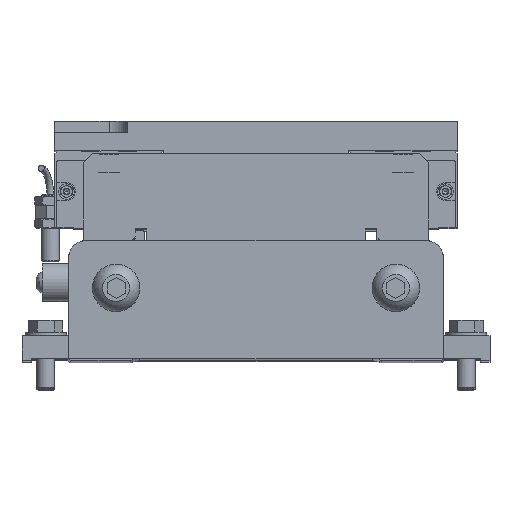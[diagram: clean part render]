
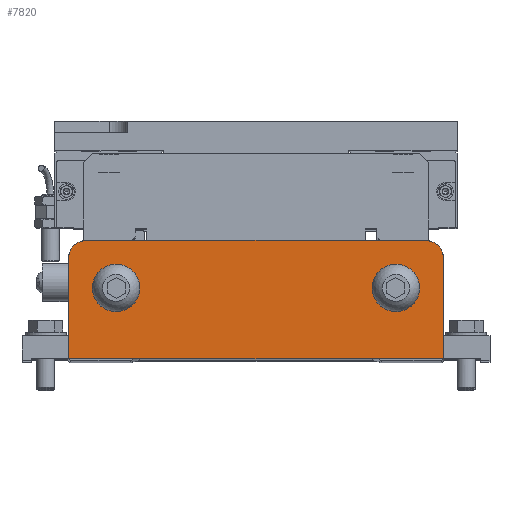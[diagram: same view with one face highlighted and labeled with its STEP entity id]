
A CAD part, top view. The second image highlights one B-rep face of the part: STEP entity #7820.
In plain terms, the highlighted planar face has unit normal (0, 0, 1).
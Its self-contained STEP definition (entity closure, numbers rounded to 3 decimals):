
#7820 = ADVANCED_FACE( '', ( #17062, #17063, #17064 ), #17065, .F. );
#17062 = FACE_BOUND( '', #27595, .T. );
#17063 = FACE_OUTER_BOUND( '', #27596, .T. );
#17064 = FACE_BOUND( '', #27597, .T. );
#17065 = PLANE( '', #27598 );
#27595 = EDGE_LOOP( '', ( #50202 ) );
#27596 = EDGE_LOOP( '', ( #50203, #50204, #50205, #50206, #50207, #50208, #50209, #50210 ) );
#27597 = EDGE_LOOP( '', ( #50211 ) );
#27598 = AXIS2_PLACEMENT_3D( '', #50212, #50213, #50214 );
#50202 = ORIENTED_EDGE( '', *, *, #63776, .F. );
#50203 = ORIENTED_EDGE( '', *, *, #68206, .F. );
#50204 = ORIENTED_EDGE( '', *, *, #68207, .F. );
#50205 = ORIENTED_EDGE( '', *, *, #61230, .F. );
#50206 = ORIENTED_EDGE( '', *, *, #62099, .F. );
#50207 = ORIENTED_EDGE( '', *, *, #67040, .F. );
#50208 = ORIENTED_EDGE( '', *, *, #60383, .F. );
#50209 = ORIENTED_EDGE( '', *, *, #64585, .F. );
#50210 = ORIENTED_EDGE( '', *, *, #61354, .F. );
#50211 = ORIENTED_EDGE( '', *, *, #64761, .F. );
#50212 = CARTESIAN_POINT( '', ( -74.9, 44.9, 337. ) );
#50213 = DIRECTION( '', ( 0., 0., -1. ) );
#50214 = DIRECTION( '', ( 0., 1., 0. ) );
#60383 = EDGE_CURVE( '', #72257, #72258, #72259, .T. );
#61230 = EDGE_CURVE( '', #73721, #73722, #73723, .T. );
#61354 = EDGE_CURVE( '', #73931, #73932, #73933, .T. );
#62099 = EDGE_CURVE( '', #75200, #73721, #75201, .T. );
#63776 = EDGE_CURVE( '', #77846, #77846, #77847, .F. );
#64585 = EDGE_CURVE( '', #73932, #72257, #79095, .T. );
#64761 = EDGE_CURVE( '', #79352, #79352, #79353, .F. );
#67040 = EDGE_CURVE( '', #72258, #75200, #82540, .T. );
#68206 = EDGE_CURVE( '', #84053, #73931, #84054, .T. );
#68207 = EDGE_CURVE( '', #73722, #84053, #84055, .T. );
#72257 = VERTEX_POINT( '', #89491 );
#72258 = VERTEX_POINT( '', #89492 );
#72259 = LINE( '', #89493, #89494 );
#73721 = VERTEX_POINT( '', #91820 );
#73722 = VERTEX_POINT( '', #91821 );
#73723 = CIRCLE( '', #91822, 1. );
#73931 = VERTEX_POINT( '', #92099 );
#73932 = VERTEX_POINT( '', #92100 );
#73933 = LINE( '', #92101, #92102 );
#75200 = VERTEX_POINT( '', #94155 );
#75201 = LINE( '', #94156, #94157 );
#77846 = VERTEX_POINT( '', #98076 );
#77847 = CIRCLE( '', #98077, 10.5 );
#79095 = CIRCLE( '', #100125, 8. );
#79352 = VERTEX_POINT( '', #100550 );
#79353 = CIRCLE( '', #100551, 10.5 );
#82540 = CIRCLE( '', #105333, 1. );
#84053 = VERTEX_POINT( '', #107684 );
#84054 = CIRCLE( '', #107685, 8. );
#84055 = LINE( '', #107686, #107687 );
#89491 = CARTESIAN_POINT( '', ( 82.9, 44.9, 337. ) );
#89492 = CARTESIAN_POINT( '', ( 82.9, 1.5, 337. ) );
#89493 = CARTESIAN_POINT( '', ( 82.9, 44.9, 337. ) );
#89494 = VECTOR( '', #112134, 1000. );
#91820 = CARTESIAN_POINT( '', ( -81.9, 0.5, 337. ) );
#91821 = CARTESIAN_POINT( '', ( -82.9, 1.5, 337. ) );
#91822 = AXIS2_PLACEMENT_3D( '', #113192, #113193, #113194 );
#92099 = CARTESIAN_POINT( '', ( -74.9, 52.9, 337. ) );
#92100 = CARTESIAN_POINT( '', ( 74.9, 52.9, 337. ) );
#92101 = CARTESIAN_POINT( '', ( -74.9, 52.9, 337. ) );
#92102 = VECTOR( '', #113363, 1000. );
#94155 = CARTESIAN_POINT( '', ( 81.9, 0.5, 337. ) );
#94156 = CARTESIAN_POINT( '', ( 81.9, 0.5, 337. ) );
#94157 = VECTOR( '', #114316, 1000. );
#98076 = CARTESIAN_POINT( '', ( -72.4, 31.9, 337. ) );
#98077 = AXIS2_PLACEMENT_3D( '', #116500, #116501, #116502 );
#100125 = AXIS2_PLACEMENT_3D( '', #117507, #117508, #117509 );
#100550 = CARTESIAN_POINT( '', ( 51.4, 31.9, 337. ) );
#100551 = AXIS2_PLACEMENT_3D( '', #117716, #117717, #117718 );
#105333 = AXIS2_PLACEMENT_3D( '', #120449, #120450, #120451 );
#107684 = CARTESIAN_POINT( '', ( -82.9, 44.9, 337. ) );
#107685 = AXIS2_PLACEMENT_3D( '', #121760, #121761, #121762 );
#107686 = CARTESIAN_POINT( '', ( -82.9, 1.5, 337. ) );
#107687 = VECTOR( '', #121763, 1000. );
#112134 = DIRECTION( '', ( 0., -1., 0. ) );
#113192 = CARTESIAN_POINT( '', ( -81.9, 1.5, 337. ) );
#113193 = DIRECTION( '', ( 0., 0., -1. ) );
#113194 = DIRECTION( '', ( 0., -1., 0. ) );
#113363 = DIRECTION( '', ( 1., 0., 0. ) );
#114316 = DIRECTION( '', ( -1., 0., 0. ) );
#116500 = CARTESIAN_POINT( '', ( -61.9, 31.9, 337. ) );
#116501 = DIRECTION( '', ( 0., 0., -1. ) );
#116502 = DIRECTION( '', ( -1., 0., 0. ) );
#117507 = CARTESIAN_POINT( '', ( 74.9, 44.9, 337. ) );
#117508 = DIRECTION( '', ( 0., 0., -1. ) );
#117509 = DIRECTION( '', ( 0., 1., 0. ) );
#117716 = CARTESIAN_POINT( '', ( 61.9, 31.9, 337. ) );
#117717 = DIRECTION( '', ( 0., 0., -1. ) );
#117718 = DIRECTION( '', ( -1., 0., 0. ) );
#120449 = CARTESIAN_POINT( '', ( 81.9, 1.5, 337. ) );
#120450 = DIRECTION( '', ( 0., 0., -1. ) );
#120451 = DIRECTION( '', ( 1., 0., 0. ) );
#121760 = CARTESIAN_POINT( '', ( -74.9, 44.9, 337. ) );
#121761 = DIRECTION( '', ( 0., 0., -1. ) );
#121762 = DIRECTION( '', ( -1., 0., 0. ) );
#121763 = DIRECTION( '', ( 0., 1., 0. ) );
